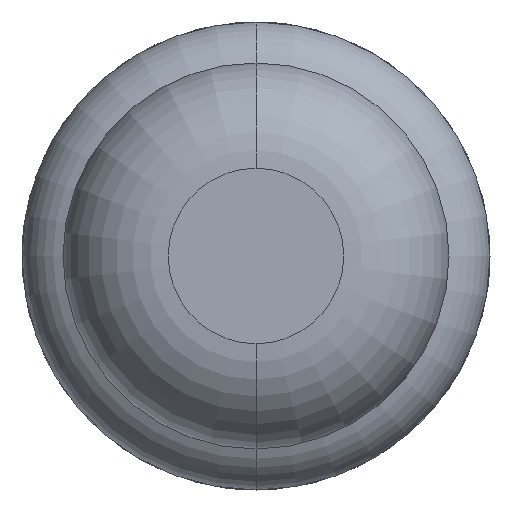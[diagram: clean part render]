
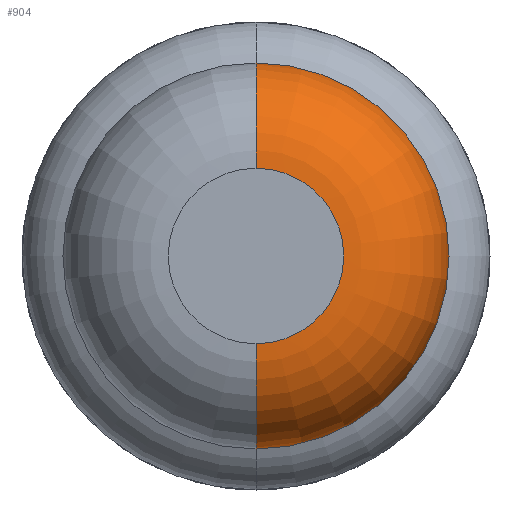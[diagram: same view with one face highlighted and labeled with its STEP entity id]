
A CAD part, front view. The second image highlights one B-rep face of the part: STEP entity #904.
In plain terms, the highlighted toroidal (fillet/blend) face has major radius 0.375 mm and minor radius 0.45 mm.
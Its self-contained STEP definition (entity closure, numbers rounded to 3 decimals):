
#57 = DIRECTION ( 'NONE',  ( 0., 0., 1. ) ) ;
#78 = TOROIDAL_SURFACE ( 'NONE', #1651, 0.375, 0.45 ) ;
#109 = EDGE_CURVE ( 'NONE', #1361, #2766, #779, .T. ) ;
#150 = CIRCLE ( 'NONE', #1585, 0.825 ) ;
#216 = DIRECTION ( 'NONE',  ( 0., 0., 1. ) ) ;
#301 = DIRECTION ( 'NONE',  ( 0., 0., 1. ) ) ;
#305 = CARTESIAN_POINT ( 'NONE',  ( 0., -30.4, -0.375 ) ) ;
#364 = VERTEX_POINT ( 'NONE', #2794 ) ;
#374 = ORIENTED_EDGE ( 'NONE', *, *, #109, .T. ) ;
#427 = VERTEX_POINT ( 'NONE', #2534 ) ;
#442 = CARTESIAN_POINT ( 'NONE',  ( 0., -29.95, -0.825 ) ) ;
#510 = AXIS2_PLACEMENT_3D ( 'NONE', #2599, #3083, #301 ) ;
#542 = FACE_OUTER_BOUND ( 'NONE', #1990, .T. ) ;
#544 = EDGE_CURVE ( 'NONE', #364, #427, #965, .T. ) ;
#563 = DIRECTION ( 'NONE',  ( 1., 0., 0. ) ) ;
#779 = CIRCLE ( 'NONE', #2772, 0.45 ) ;
#815 = CARTESIAN_POINT ( 'NONE',  ( 0., -29.95, -0.375 ) ) ;
#825 = DIRECTION ( 'NONE',  ( 0., 1., 0. ) ) ;
#851 = CARTESIAN_POINT ( 'NONE',  ( 0., -29.95, 0. ) ) ;
#904 = ADVANCED_FACE ( 'Defeature ausgef�hrt1_6', ( #542 ), #78, .T. ) ;
#963 = CARTESIAN_POINT ( 'NONE',  ( 0., -30.4, 0. ) ) ;
#965 = CIRCLE ( 'NONE', #510, 0.45 ) ;
#967 = CARTESIAN_POINT ( 'NONE',  ( 0., -29.95, 0. ) ) ;
#1140 = CIRCLE ( 'NONE', #2989, 0.375 ) ;
#1187 = EDGE_CURVE ( 'Defeature ausgef�hrt1_6+Defeature ausgef�hrt1_5+Defeature ausgef�hrt1_5+Defeature ausgef�hrt1_5', #364, #1361, #1140, .T. ) ;
#1361 = VERTEX_POINT ( 'NONE', #305 ) ;
#1585 = AXIS2_PLACEMENT_3D ( 'NONE', #967, #2543, #216 ) ;
#1651 = AXIS2_PLACEMENT_3D ( 'NONE', #851, #825, #57 ) ;
#1729 = ORIENTED_EDGE ( 'NONE', *, *, #544, .F. ) ;
#1795 = DIRECTION ( 'NONE',  ( 0., 1., 0. ) ) ;
#1920 = EDGE_CURVE ( 'Defeature ausgef�hrt1_7+Defeature ausgef�hrt1_6+Defeature ausgef�hrt1_6+Defeature ausgef�hrt1_6', #427, #2766, #150, .T. ) ;
#1990 = EDGE_LOOP ( 'NONE', ( #2217, #374, #2292, #1729 ) ) ;
#2217 = ORIENTED_EDGE ( 'NONE', *, *, #1187, .T. ) ;
#2292 = ORIENTED_EDGE ( 'NONE', *, *, #1920, .F. ) ;
#2534 = CARTESIAN_POINT ( 'NONE',  ( 0., -29.95, 0.825 ) ) ;
#2543 = DIRECTION ( 'NONE',  ( 0., 1., 0. ) ) ;
#2597 = DIRECTION ( 'NONE',  ( 0., 0., -1. ) ) ;
#2599 = CARTESIAN_POINT ( 'NONE',  ( 0., -29.95, 0.375 ) ) ;
#2766 = VERTEX_POINT ( 'NONE', #442 ) ;
#2772 = AXIS2_PLACEMENT_3D ( 'NONE', #815, #563, #2597 ) ;
#2777 = DIRECTION ( 'NONE',  ( 0., 0., 1. ) ) ;
#2794 = CARTESIAN_POINT ( 'NONE',  ( 0., -30.4, 0.375 ) ) ;
#2989 = AXIS2_PLACEMENT_3D ( 'NONE', #963, #1795, #2777 ) ;
#3083 = DIRECTION ( 'NONE',  ( -1., 0., 0. ) ) ;
